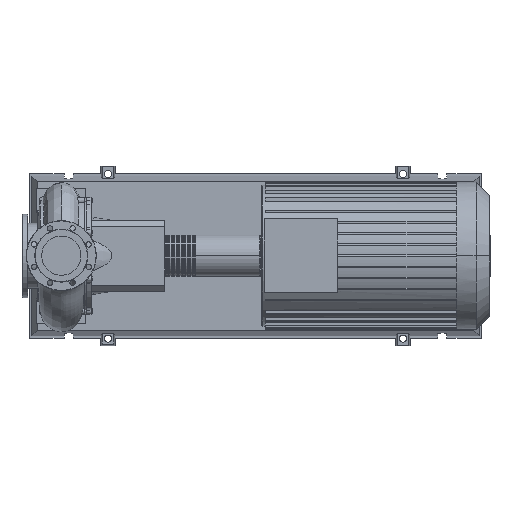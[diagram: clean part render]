
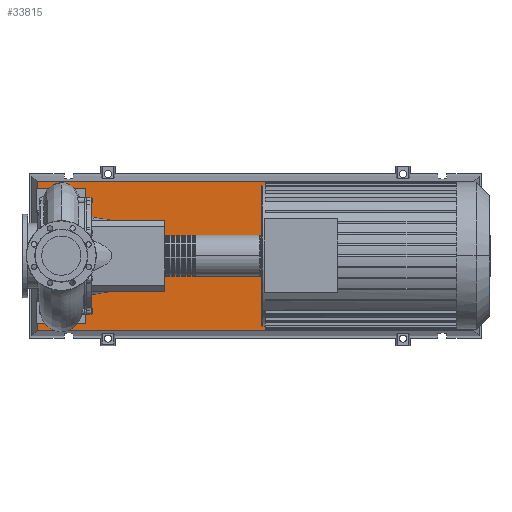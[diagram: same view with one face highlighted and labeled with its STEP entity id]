
A CAD part, top view. The second image highlights one B-rep face of the part: STEP entity #33815.
In plain terms, the highlighted planar face has unit normal (0, 0, 1).
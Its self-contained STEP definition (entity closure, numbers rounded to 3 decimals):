
#33496=CARTESIAN_POINT('',(1678.185,-303.185,123.0));
#33497=VERTEX_POINT('',#33496);
#33504=CARTESIAN_POINT('',(-98.185,-303.185,123.0));
#33505=VERTEX_POINT('',#33504);
#33506=CARTESIAN_POINT('',(1678.185,-303.185,123.0));
#33507=DIRECTION('',(-1.0,0.0,0.0));
#33508=VECTOR('',#33507,1776.37);
#33509=LINE('',#33506,#33508);
#33510=EDGE_CURVE('',#33497,#33505,#33509,.T.);
#33728=CARTESIAN_POINT('',(1678.185,303.185,123.0));
#33729=VERTEX_POINT('',#33728);
#33730=CARTESIAN_POINT('',(1678.185,303.185,123.0));
#33731=DIRECTION('',(0.0,-1.0,0.0));
#33732=VECTOR('',#33731,606.37);
#33733=LINE('',#33730,#33732);
#33734=EDGE_CURVE('',#33729,#33497,#33733,.T.);
#33752=CARTESIAN_POINT('',(-98.185,303.185,123.0));
#33753=VERTEX_POINT('',#33752);
#33754=CARTESIAN_POINT('',(-98.185,-303.185,123.0));
#33755=DIRECTION('',(0.0,1.0,0.0));
#33756=VECTOR('',#33755,606.37);
#33757=LINE('',#33754,#33756);
#33758=EDGE_CURVE('',#33505,#33753,#33757,.T.);
#33791=CARTESIAN_POINT('',(-98.185,303.185,123.0));
#33792=DIRECTION('',(1.0,0.0,0.0));
#33793=VECTOR('',#33792,1776.37);
#33794=LINE('',#33791,#33793);
#33795=EDGE_CURVE('',#33753,#33729,#33794,.T.);
#33804=CARTESIAN_POINT('',(790.,0.,123.0));
#33805=DIRECTION('',(0.0,0.0,1.0));
#33806=DIRECTION('',(1.0,0.0,0.0));
#33807=AXIS2_PLACEMENT_3D('',#33804,#33805,#33806);
#33808=PLANE('',#33807);
#33809=ORIENTED_EDGE('',*,*,#33734,.F.);
#33810=ORIENTED_EDGE('',*,*,#33795,.F.);
#33811=ORIENTED_EDGE('',*,*,#33758,.F.);
#33812=ORIENTED_EDGE('',*,*,#33510,.F.);
#33813=EDGE_LOOP('',(#33809,#33810,#33811,#33812));
#33814=FACE_OUTER_BOUND('',#33813,.T.);
#33815=ADVANCED_FACE('',(#33814),#33808,.T.);
